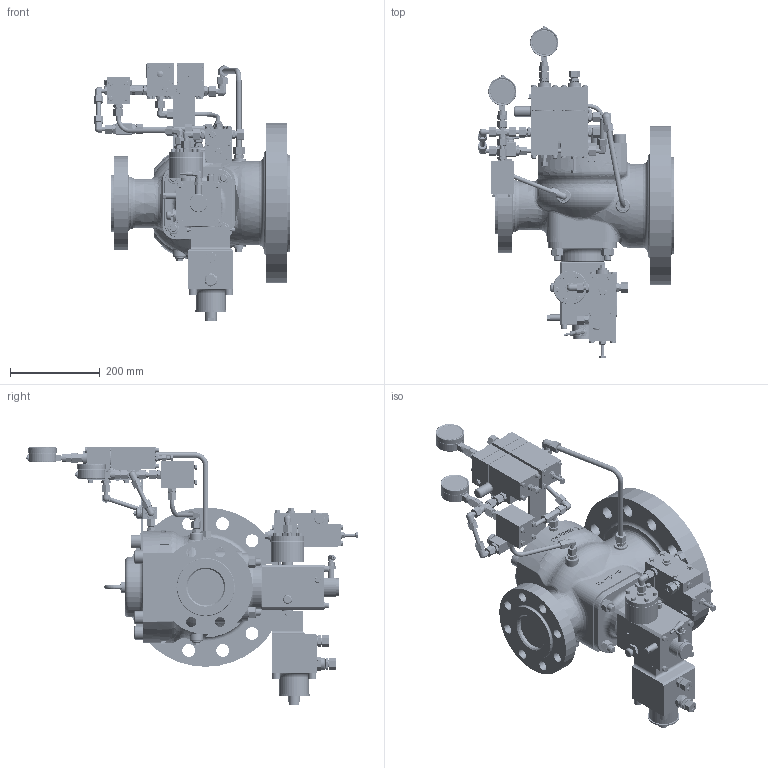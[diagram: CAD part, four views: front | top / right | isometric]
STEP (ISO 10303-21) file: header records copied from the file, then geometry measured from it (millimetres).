
FILE_DESCRIPTION (( 'STEP AP214' ), '1' );
FILE_NAME ('HON5020_DN80_DN150_class600_650_671_R_K16.STEP', '2021-10-07T06:54:50', ( '' ), ( '' ), 'SwSTEP 2.0', 'SolidWorks 2019', '' );
FILE_SCHEMA (( 'AUTOMOTIVE_DESIGN' ));
Length unit declared in the file: millimetre
Products named in the file (1): HON5020_DN80_DN150_class600_650_671_R_K16
Bounding box: 438.73 x 739.48 x 575.77 mm (x, y, z)
Volume: 23544546.3 mm3; surface area: 1313891.1 mm2
Topology: 23 solids, 23 shells, 5271 faces, 12111 edges, 7337 vertices
Faces by surface type: plane 2124, cone 1281, cylinder 1113, bspline 505, torus 212, sphere 36
Entity records: 248991 total; most frequent: CARTESIAN_POINT 133824, ORIENTED_EDGE 24174, DIRECTION 22328, EDGE_CURVE 12087, AXIS2_PLACEMENT_3D 8968, VERTEX_POINT 7335, EDGE_LOOP 5862, ADVANCED_FACE 5271
